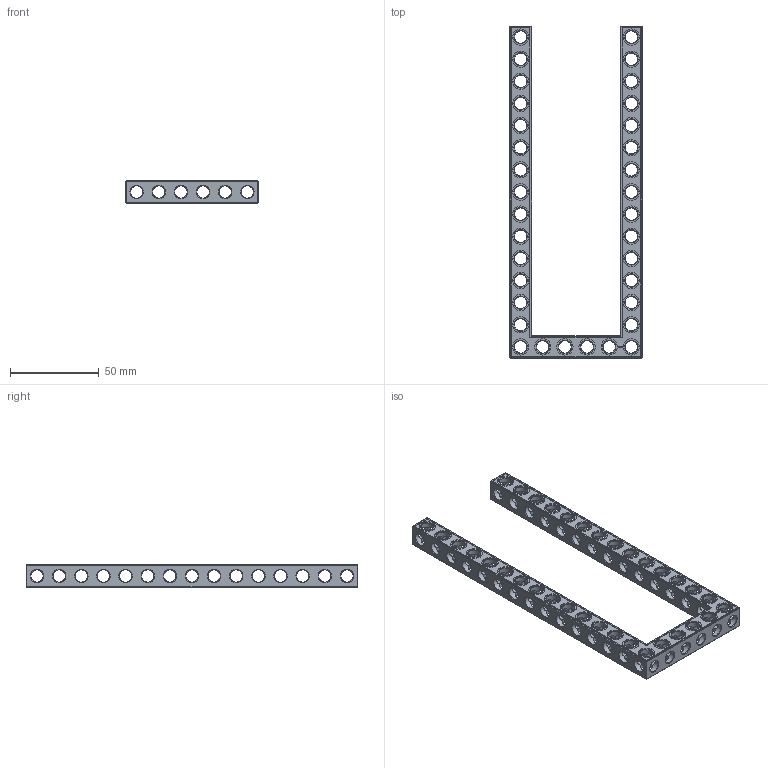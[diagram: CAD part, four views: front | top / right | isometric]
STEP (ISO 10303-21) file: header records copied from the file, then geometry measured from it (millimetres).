
FILE_DESCRIPTION(('FreeCAD Model'),'2;1');
FILE_NAME('Open CASCADE Shape Model','2022-02-23T19:26:00',( 'Paulo Kiefe'),('STEMFIE.org'),'Open CASCADE STEP processor 7.5', 'FreeCAD','Unknown');
FILE_SCHEMA(('AUTOMOTIVE_DESIGN { 1 0 10303 214 1 1 1 1 }'));
Products named in the file (1): Beam AGD ESS USH SYM BU06x15x01 - SPN-BEM-0371 (stemfie.org)
Bounding box: 75 x 187.5 x 12.5 mm (x, y, z)
Volume: 33230.4 mm3; surface area: 29687.6 mm2
Topology: 1 solids, 1 shells, 895 faces, 2704 edges, 1741 vertices
Faces by surface type: plane 414, cylinder 205, cone 138, extrusion 138
Full cylindrical faces by diameter (mm): 6.98 x32, 7 x139, 9.2 x34
Entity records: 211667 total; most frequent: CARTESIAN_POINT 161225, DIRECTION 8140, ORIENTED_EDGE 5408, PCURVE 5408, DEFINITIONAL_REPRESENTATION 5408, VECTOR 5214, LINE 5076, EDGE_CURVE 2704
